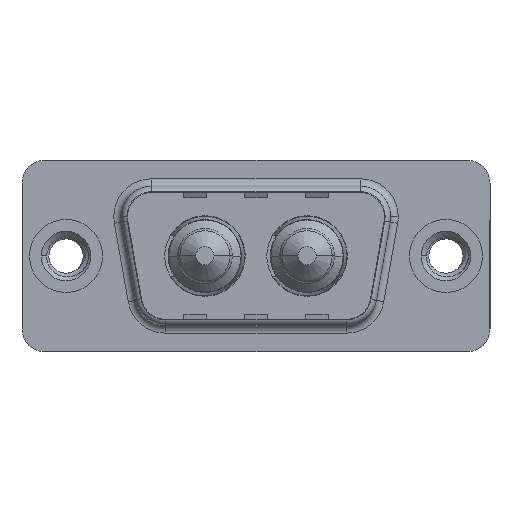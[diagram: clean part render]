
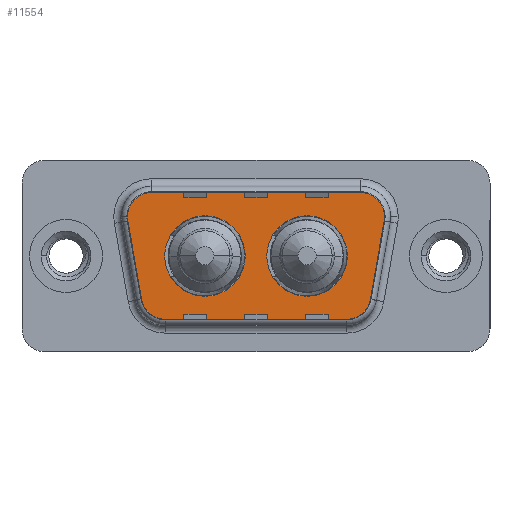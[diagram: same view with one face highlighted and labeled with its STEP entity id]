
A CAD part, top view. The second image highlights one B-rep face of the part: STEP entity #11554.
In plain terms, the highlighted planar face has unit normal (0, 0, 1).
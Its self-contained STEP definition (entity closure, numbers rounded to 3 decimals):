
#21 = EDGE_CURVE ( 'NONE', #7148, #4611, #3305, .T. ) ;
#230 = DIRECTION ( 'NONE',  ( 1., 0., 0. ) ) ;
#263 = CIRCLE ( 'NONE', #10259, 2. ) ;
#389 = DIRECTION ( 'NONE',  ( 0., 0., 1. ) ) ;
#437 = DIRECTION ( 'NONE',  ( 1., 0., 0. ) ) ;
#482 = AXIS2_PLACEMENT_3D ( 'NONE', #2786, #9060, #3661 ) ;
#689 = CARTESIAN_POINT ( 'NONE',  ( 6.459, -4.9, 0. ) ) ;
#1090 = CIRCLE ( 'NONE', #482, 2. ) ;
#1139 = DIRECTION ( 'NONE',  ( 1., 0., 0. ) ) ;
#1158 = CARTESIAN_POINT ( 'NONE',  ( 19.564, 2.9, 0. ) ) ;
#1173 = DIRECTION ( 'NONE',  ( 0.174, -0.985, 0. ) ) ;
#1312 = PLANE ( 'NONE',  #11282 ) ;
#1390 = VERTEX_POINT ( 'NONE', #7806 ) ;
#1518 = CARTESIAN_POINT ( 'NONE',  ( 21.534, 2.553, 0. ) ) ;
#1586 = DIRECTION ( 'NONE',  ( 0., 0., 1. ) ) ;
#1695 = DIRECTION ( 'NONE',  ( 0.174, 0.985, 0. ) ) ;
#1853 = VERTEX_POINT ( 'NONE', #3038 ) ;
#1920 = CARTESIAN_POINT ( 'NONE',  ( 11.79, 0., 0. ) ) ;
#1971 = VERTEX_POINT ( 'NONE', #1920 ) ;
#2006 = VECTOR ( 'NONE', #1139, 1000. ) ;
#2022 = FACE_BOUND ( 'NONE', #10901, .T. ) ;
#2058 = DIRECTION ( 'NONE',  ( 0., 0., 1. ) ) ;
#2066 = DIRECTION ( 'NONE',  ( -1., 0., 0. ) ) ;
#2090 = LINE ( 'NONE', #4075, #4463 ) ;
#2095 = CARTESIAN_POINT ( 'NONE',  ( 15.86, 0., 0. ) ) ;
#2231 = DIRECTION ( 'NONE',  ( 1., 0., 0. ) ) ;
#2402 = EDGE_LOOP ( 'NONE', ( #5980, #5700 ) ) ;
#2405 = EDGE_CURVE ( 'NONE', #6864, #1971, #9310, .T. ) ;
#2786 = CARTESIAN_POINT ( 'NONE',  ( 5.436, 2.9, 0. ) ) ;
#2809 = AXIS2_PLACEMENT_3D ( 'NONE', #1158, #7422, #2066 ) ;
#2832 = DIRECTION ( 'NONE',  ( 0., 0., 1. ) ) ;
#3000 = DIRECTION ( 'NONE',  ( 0., 0., 1. ) ) ;
#3038 = CARTESIAN_POINT ( 'NONE',  ( 19.564, 4.9, 0. ) ) ;
#3101 = EDGE_CURVE ( 'NONE', #6620, #10038, #10278, .T. ) ;
#3131 = CARTESIAN_POINT ( 'NONE',  ( 15.86, 0., 0. ) ) ;
#3190 = EDGE_CURVE ( 'NONE', #6770, #7148, #4650, .T. ) ;
#3305 = CIRCLE ( 'NONE', #3899, 2. ) ;
#3452 = ORIENTED_EDGE ( 'NONE', *, *, #5956, .T. ) ;
#3570 = ORIENTED_EDGE ( 'NONE', *, *, #6107, .T. ) ;
#3588 = CARTESIAN_POINT ( 'NONE',  ( 19.564, 2.9, 0. ) ) ;
#3597 = EDGE_CURVE ( 'NONE', #4301, #11604, #5786, .T. ) ;
#3640 = VERTEX_POINT ( 'NONE', #6713 ) ;
#3661 = DIRECTION ( 'NONE',  ( 1., 0., 0. ) ) ;
#3842 = AXIS2_PLACEMENT_3D ( 'NONE', #3131, #5791, #2231 ) ;
#3899 = AXIS2_PLACEMENT_3D ( 'NONE', #4312, #4845, #6468 ) ;
#3912 = CIRCLE ( 'NONE', #2809, 2. ) ;
#3936 = CIRCLE ( 'NONE', #3842, 2.65 ) ;
#4009 = CARTESIAN_POINT ( 'NONE',  ( 18.541, -2.9, 0. ) ) ;
#4039 = EDGE_CURVE ( 'NONE', #11604, #4301, #3936, .T. ) ;
#4075 = CARTESIAN_POINT ( 'NONE',  ( 5.436, 4.9, 0. ) ) ;
#4300 = CARTESIAN_POINT ( 'NONE',  ( 18.51, 0., 0. ) ) ;
#4301 = VERTEX_POINT ( 'NONE', #4300 ) ;
#4312 = CARTESIAN_POINT ( 'NONE',  ( 18.541, -2.9, 0. ) ) ;
#4325 = AXIS2_PLACEMENT_3D ( 'NONE', #6961, #1586, #7870 ) ;
#4434 = ORIENTED_EDGE ( 'NONE', *, *, #5144, .T. ) ;
#4451 = LINE ( 'NONE', #4736, #11353 ) ;
#4463 = VECTOR ( 'NONE', #8565, 1000. ) ;
#4569 = ORIENTED_EDGE ( 'NONE', *, *, #3190, .T. ) ;
#4605 = CARTESIAN_POINT ( 'NONE',  ( 21.564, 2.9, 0. ) ) ;
#4611 = VERTEX_POINT ( 'NONE', #5621 ) ;
#4650 = LINE ( 'NONE', #689, #2006 ) ;
#4736 = CARTESIAN_POINT ( 'NONE',  ( 3.466, 2.553, 0. ) ) ;
#4845 = DIRECTION ( 'NONE',  ( 0., 0., 1. ) ) ;
#5144 = EDGE_CURVE ( 'NONE', #1390, #6770, #263, .T. ) ;
#5212 = EDGE_CURVE ( 'NONE', #10038, #1853, #3912, .T. ) ;
#5304 = ORIENTED_EDGE ( 'NONE', *, *, #3101, .T. ) ;
#5411 = ORIENTED_EDGE ( 'NONE', *, *, #5554, .T. ) ;
#5554 = EDGE_CURVE ( 'NONE', #1853, #3640, #2090, .T. ) ;
#5621 = CARTESIAN_POINT ( 'NONE',  ( 20.511, -3.247, 0. ) ) ;
#5654 = EDGE_CURVE ( 'NONE', #1971, #6864, #8408, .T. ) ;
#5700 = ORIENTED_EDGE ( 'NONE', *, *, #4039, .F. ) ;
#5786 = CIRCLE ( 'NONE', #6124, 2.65 ) ;
#5791 = DIRECTION ( 'NONE',  ( 0., 0., 1. ) ) ;
#5828 = DIRECTION ( 'NONE',  ( 0., 0., 1. ) ) ;
#5956 = EDGE_CURVE ( 'NONE', #3640, #10504, #1090, .T. ) ;
#5980 = ORIENTED_EDGE ( 'NONE', *, *, #3597, .F. ) ;
#6107 = EDGE_CURVE ( 'NONE', #10504, #1390, #4451, .T. ) ;
#6124 = AXIS2_PLACEMENT_3D ( 'NONE', #2095, #2058, #8139 ) ;
#6164 = CARTESIAN_POINT ( 'NONE',  ( 21.534, 2.553, 0. ) ) ;
#6330 = CARTESIAN_POINT ( 'NONE',  ( 6.49, 0., 0. ) ) ;
#6468 = DIRECTION ( 'NONE',  ( 1., 0., 0. ) ) ;
#6620 = VERTEX_POINT ( 'NONE', #1518 ) ;
#6713 = CARTESIAN_POINT ( 'NONE',  ( 5.436, 4.9, 0. ) ) ;
#6770 = VERTEX_POINT ( 'NONE', #9771 ) ;
#6864 = VERTEX_POINT ( 'NONE', #6330 ) ;
#6927 = CARTESIAN_POINT ( 'NONE',  ( 3.466, 2.553, 0. ) ) ;
#6961 = CARTESIAN_POINT ( 'NONE',  ( 9.14, 0., 0. ) ) ;
#7148 = VERTEX_POINT ( 'NONE', #7581 ) ;
#7422 = DIRECTION ( 'NONE',  ( 0., 0., 1. ) ) ;
#7468 = ORIENTED_EDGE ( 'NONE', *, *, #2405, .F. ) ;
#7581 = CARTESIAN_POINT ( 'NONE',  ( 18.541, -4.9, 0. ) ) ;
#7608 = AXIS2_PLACEMENT_3D ( 'NONE', #8960, #389, #230 ) ;
#7681 = ORIENTED_EDGE ( 'NONE', *, *, #21, .T. ) ;
#7687 = CARTESIAN_POINT ( 'NONE',  ( 13.21, 0., 0. ) ) ;
#7788 = AXIS2_PLACEMENT_3D ( 'NONE', #3588, #3000, #10995 ) ;
#7806 = CARTESIAN_POINT ( 'NONE',  ( 4.489, -3.247, 0. ) ) ;
#7870 = DIRECTION ( 'NONE',  ( 1., 0., 0. ) ) ;
#8083 = EDGE_LOOP ( 'NONE', ( #7681, #10618, #5304, #9697, #5411, #3452, #3570, #4434, #4569 ) ) ;
#8139 = DIRECTION ( 'NONE',  ( 1., 0., 0. ) ) ;
#8218 = CARTESIAN_POINT ( 'NONE',  ( 6.459, -2.9, 0. ) ) ;
#8408 = CIRCLE ( 'NONE', #4325, 2.65 ) ;
#8565 = DIRECTION ( 'NONE',  ( -1., 0., 0. ) ) ;
#8960 = CARTESIAN_POINT ( 'NONE',  ( 9.14, 0., 0. ) ) ;
#9060 = DIRECTION ( 'NONE',  ( 0., 0., 1. ) ) ;
#9113 = DIRECTION ( 'NONE',  ( -1., 0., 0. ) ) ;
#9172 = FACE_BOUND ( 'NONE', #2402, .T. ) ;
#9310 = CIRCLE ( 'NONE', #7608, 2.65 ) ;
#9697 = ORIENTED_EDGE ( 'NONE', *, *, #5212, .T. ) ;
#9771 = CARTESIAN_POINT ( 'NONE',  ( 6.459, -4.9, 0. ) ) ;
#9927 = ORIENTED_EDGE ( 'NONE', *, *, #5654, .F. ) ;
#10038 = VERTEX_POINT ( 'NONE', #4605 ) ;
#10259 = AXIS2_PLACEMENT_3D ( 'NONE', #8218, #2832, #9113 ) ;
#10278 = CIRCLE ( 'NONE', #7788, 2. ) ;
#10504 = VERTEX_POINT ( 'NONE', #6927 ) ;
#10618 = ORIENTED_EDGE ( 'NONE', *, *, #11303, .T. ) ;
#10901 = EDGE_LOOP ( 'NONE', ( #9927, #7468 ) ) ;
#10995 = DIRECTION ( 'NONE',  ( -1., 0., 0. ) ) ;
#11150 = VECTOR ( 'NONE', #1695, 1000. ) ;
#11282 = AXIS2_PLACEMENT_3D ( 'NONE', #4009, #5828, #437 ) ;
#11303 = EDGE_CURVE ( 'NONE', #4611, #6620, #11438, .T. ) ;
#11353 = VECTOR ( 'NONE', #1173, 1000. ) ;
#11438 = LINE ( 'NONE', #6164, #11150 ) ;
#11554 = ADVANCED_FACE ( 'NONE', ( #9172, #2022, #11576 ), #1312, .T. ) ;
#11576 = FACE_OUTER_BOUND ( 'NONE', #8083, .T. ) ;
#11604 = VERTEX_POINT ( 'NONE', #7687 ) ;
